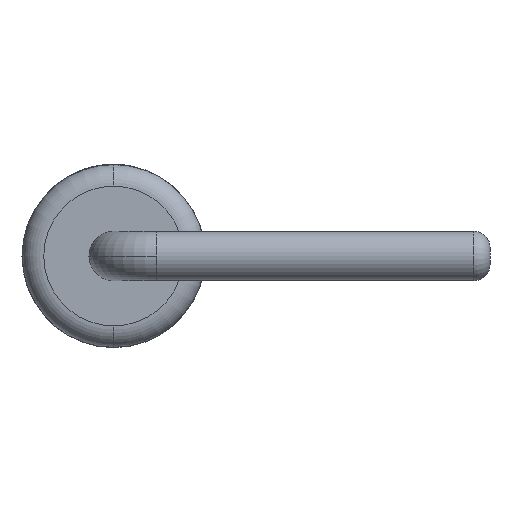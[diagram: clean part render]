
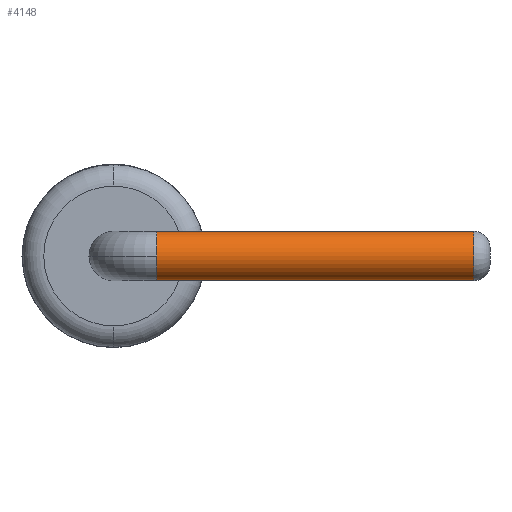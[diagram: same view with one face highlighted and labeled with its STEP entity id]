
A CAD part, left-side view. The second image highlights one B-rep face of the part: STEP entity #4148.
In plain terms, the highlighted cylindrical face has radius 0.23 mm (diameter 0.46 mm), a partial arc.
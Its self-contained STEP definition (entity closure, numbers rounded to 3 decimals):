
#195 = CARTESIAN_POINT ( 'NONE',  ( -5.08, -3.35, -0.23 ) ) ;
#274 = AXIS2_PLACEMENT_3D ( 'NONE', #2465, #629, #5634 ) ;
#469 = LINE ( 'NONE', #712, #3149 ) ;
#546 = AXIS2_PLACEMENT_3D ( 'NONE', #1381, #4537, #1816 ) ;
#629 = DIRECTION ( 'NONE',  ( 0., -1., 0. ) ) ;
#712 = CARTESIAN_POINT ( 'NONE',  ( -5.08, -0.4, 0.23 ) ) ;
#713 = AXIS2_PLACEMENT_3D ( 'NONE', #4108, #1401, #4566 ) ;
#780 = VERTEX_POINT ( 'NONE', #5142 ) ;
#827 = CARTESIAN_POINT ( 'NONE',  ( -5.08, -0.4, 0. ) ) ;
#1273 = DIRECTION ( 'NONE',  ( 0., 0., -1. ) ) ;
#1283 = CARTESIAN_POINT ( 'NONE',  ( -5.08, -0.4, 0.23 ) ) ;
#1381 = CARTESIAN_POINT ( 'NONE',  ( -5.08, -0.4, 0. ) ) ;
#1401 = DIRECTION ( 'NONE',  ( 0., 1., 0. ) ) ;
#1501 = DIRECTION ( 'NONE',  ( 0., -1., 0. ) ) ;
#1727 = AXIS2_PLACEMENT_3D ( 'NONE', #827, #3975, #1273 ) ;
#1794 = ORIENTED_EDGE ( 'NONE', *, *, #4568, .F. ) ;
#1816 = DIRECTION ( 'NONE',  ( 0., 0., -1. ) ) ;
#2088 = CYLINDRICAL_SURFACE ( 'NONE', #274, 0.23 ) ;
#2465 = CARTESIAN_POINT ( 'NONE',  ( -5.08, -0.4, 0. ) ) ;
#2524 = DIRECTION ( 'NONE',  ( 0., -1., 0. ) ) ;
#2593 = CARTESIAN_POINT ( 'NONE',  ( -5.08, -0.4, -0.23 ) ) ;
#3106 = ORIENTED_EDGE ( 'NONE', *, *, #4057, .T. ) ;
#3149 = VECTOR ( 'NONE', #2524, 1000. ) ;
#3226 = LINE ( 'NONE', #4210, #5640 ) ;
#3420 = EDGE_CURVE ( 'NONE', #5384, #5411, #4118, .T. ) ;
#3476 = ORIENTED_EDGE ( 'NONE', *, *, #3420, .T. ) ;
#3741 = EDGE_CURVE ( 'NONE', #3829, #5411, #469, .T. ) ;
#3829 = VERTEX_POINT ( 'NONE', #1283 ) ;
#3975 = DIRECTION ( 'NONE',  ( 0., 1., 0. ) ) ;
#4057 = EDGE_CURVE ( 'NONE', #4547, #5384, #3226, .T. ) ;
#4108 = CARTESIAN_POINT ( 'NONE',  ( -5.08, -3.35, 0. ) ) ;
#4118 = CIRCLE ( 'NONE', #713, 0.23 ) ;
#4123 = EDGE_LOOP ( 'NONE', ( #5166, #1794, #4935, #3106, #3476 ) ) ;
#4139 = CIRCLE ( 'NONE', #546, 0.23 ) ;
#4148 = ADVANCED_FACE ( 'NONE', ( #4638 ), #2088, .T. ) ;
#4210 = CARTESIAN_POINT ( 'NONE',  ( -5.08, -0.4, -0.23 ) ) ;
#4537 = DIRECTION ( 'NONE',  ( 0., 1., 0. ) ) ;
#4547 = VERTEX_POINT ( 'NONE', #2593 ) ;
#4566 = DIRECTION ( 'NONE',  ( 0., 0., 1. ) ) ;
#4568 = EDGE_CURVE ( 'NONE', #780, #3829, #5768, .T. ) ;
#4638 = FACE_OUTER_BOUND ( 'NONE', #4123, .T. ) ;
#4935 = ORIENTED_EDGE ( 'NONE', *, *, #5802, .F. ) ;
#5142 = CARTESIAN_POINT ( 'NONE',  ( -5.31, -0.4, 0. ) ) ;
#5154 = CARTESIAN_POINT ( 'NONE',  ( -5.08, -3.35, 0.23 ) ) ;
#5166 = ORIENTED_EDGE ( 'NONE', *, *, #3741, .F. ) ;
#5384 = VERTEX_POINT ( 'NONE', #195 ) ;
#5411 = VERTEX_POINT ( 'NONE', #5154 ) ;
#5634 = DIRECTION ( 'NONE',  ( 0., 0., -1. ) ) ;
#5640 = VECTOR ( 'NONE', #1501, 1000. ) ;
#5768 = CIRCLE ( 'NONE', #1727, 0.23 ) ;
#5802 = EDGE_CURVE ( 'NONE', #4547, #780, #4139, .T. ) ;
